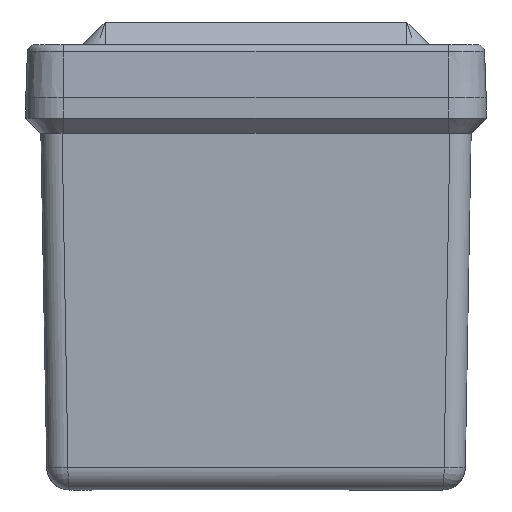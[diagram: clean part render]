
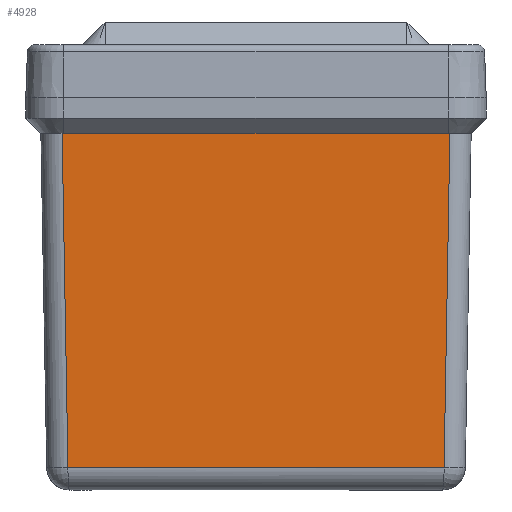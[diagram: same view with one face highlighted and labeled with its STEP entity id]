
A CAD part, front view. The second image highlights one B-rep face of the part: STEP entity #4928.
In plain terms, the highlighted face is planar.
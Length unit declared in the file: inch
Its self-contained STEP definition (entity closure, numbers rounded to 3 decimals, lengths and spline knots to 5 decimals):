
#272=LINE($,#8452,#648);
#284=LINE($,#8479,#660);
#285=LINE($,#8483,#661);
#287=LINE($,#8492,#663);
#289=LINE($,#8498,#665);
#293=LINE($,#8510,#669);
#648=VECTOR($,#6293,3.11411);
#660=VECTOR($,#6317,2.76912);
#661=VECTOR($,#6322,0.01163);
#663=VECTOR($,#6334,2.76912);
#665=VECTOR($,#6340,0.01163);
#669=VECTOR($,#6356,3.1875);
#1231=FACE_OUTER_BOUND($,#1545,.T.);
#1545=EDGE_LOOP($,(#3746,#3747,#3748,#3749,#3750,#3751));
#2213=VERTEX_POINT($,#8222);
#2215=VERTEX_POINT($,#8448);
#2224=VERTEX_POINT($,#8478);
#2225=VERTEX_POINT($,#8482);
#2227=VERTEX_POINT($,#8490);
#2229=VERTEX_POINT($,#8496);
#2770=EDGE_CURVE($,#2213,#2215,#272,.T.);
#2783=EDGE_CURVE($,#2215,#2224,#284,.T.);
#2785=EDGE_CURVE($,#2225,#2224,#285,.T.);
#2790=EDGE_CURVE($,#2227,#2213,#287,.T.);
#2793=EDGE_CURVE($,#2227,#2229,#289,.T.);
#2799=EDGE_CURVE($,#2225,#2229,#293,.T.);
#3746=ORIENTED_EDGE($,*,*,#2770,.F.);
#3747=ORIENTED_EDGE($,*,*,#2790,.F.);
#3748=ORIENTED_EDGE($,*,*,#2793,.T.);
#3749=ORIENTED_EDGE($,*,*,#2799,.F.);
#3750=ORIENTED_EDGE($,*,*,#2785,.T.);
#3751=ORIENTED_EDGE($,*,*,#2783,.F.);
#4730=PLANE($,#5352);
#4928=ADVANCED_FACE($,(#1231),#4730,.T.);
#5352=AXIS2_PLACEMENT_3D($,#8509,#6354,#6355);
#6293=DIRECTION($,(1.,0.,0.));
#6317=DIRECTION($,(0.017,1.,-0.017));
#6322=DIRECTION($,(1.,0.,0.));
#6334=DIRECTION($,(0.017,-1.,0.017));
#6340=DIRECTION($,(1.,0.,0.));
#6354=DIRECTION('center_axis',(0.,-0.017,-1.));
#6355=DIRECTION('ref_axis',(1.,0.,0.));
#6356=DIRECTION($,(-1.,0.,0.));
#8222=CARTESIAN_POINT('',(-1.55706,0.18423,-3.13918));
#8448=CARTESIAN_POINT('',(1.55706,0.18423,-3.13918));
#8452=CARTESIAN_POINT($,(-1.55706,0.18423,-3.13918));
#8478=CARTESIAN_POINT('',(1.60538,2.9525,-3.1875));
#8479=CARTESIAN_POINT($,(1.55706,0.18423,-3.13918));
#8482=CARTESIAN_POINT('',(1.59375,2.9525,-3.1875));
#8483=CARTESIAN_POINT($,(1.59375,2.9525,-3.1875));
#8490=CARTESIAN_POINT('',(-1.60538,2.9525,-3.1875));
#8492=CARTESIAN_POINT($,(-1.60538,2.9525,-3.1875));
#8496=CARTESIAN_POINT('',(-1.59375,2.9525,-3.1875));
#8498=CARTESIAN_POINT($,(-1.60538,2.9525,-3.1875));
#8509=CARTESIAN_POINT('Origin',(-1.59375,2.9525,-3.1875));
#8510=CARTESIAN_POINT($,(1.59375,2.9525,-3.1875));
